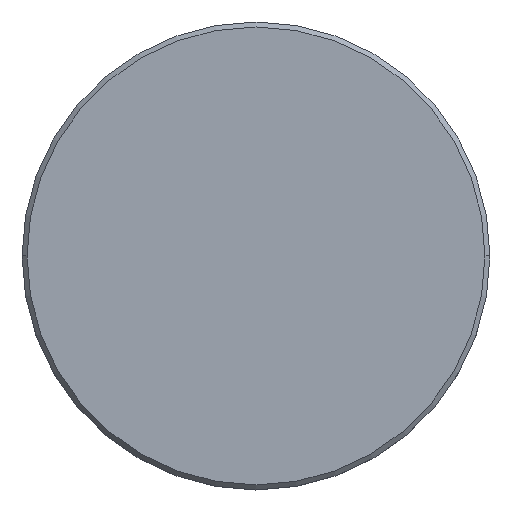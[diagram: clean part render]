
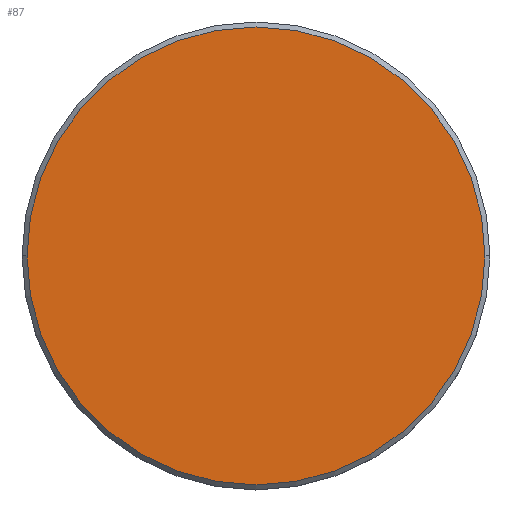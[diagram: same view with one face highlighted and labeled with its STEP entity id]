
A CAD part, top view. The second image highlights one B-rep face of the part: STEP entity #87.
In plain terms, the highlighted planar face has unit normal (0, 0, 1).
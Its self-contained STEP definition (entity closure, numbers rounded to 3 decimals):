
#13 = CARTESIAN_POINT ( 'NONE',  ( -23., 0., 0. ) ) ;
#49 = VERTEX_POINT ( 'NONE', #13 ) ;
#57 = EDGE_CURVE ( 'NONE', #286, #49, #1068, .T. ) ;
#87 = ADVANCED_FACE ( 'NONE', ( #808 ), #910, .T. ) ;
#236 = CARTESIAN_POINT ( 'NONE',  ( 23., 0., 0. ) ) ;
#247 = EDGE_CURVE ( 'NONE', #49, #286, #275, .T. ) ;
#275 = CIRCLE ( 'NONE', #1170, 23. ) ;
#286 = VERTEX_POINT ( 'NONE', #236 ) ;
#339 = AXIS2_PLACEMENT_3D ( 'NONE', #389, #477, #460 ) ;
#371 = DIRECTION ( 'NONE',  ( 1., 0., 0. ) ) ;
#389 = CARTESIAN_POINT ( 'NONE',  ( 0., 0., 0. ) ) ;
#457 = AXIS2_PLACEMENT_3D ( 'NONE', #467, #813, #371 ) ;
#460 = DIRECTION ( 'NONE',  ( 1., 0., 0. ) ) ;
#467 = CARTESIAN_POINT ( 'NONE',  ( 0., 0., 0. ) ) ;
#477 = DIRECTION ( 'NONE',  ( 0., 0., 1. ) ) ;
#584 = DIRECTION ( 'NONE',  ( 1., 0., 0. ) ) ;
#645 = ORIENTED_EDGE ( 'NONE', *, *, #247, .T. ) ;
#669 = CARTESIAN_POINT ( 'NONE',  ( 0., 0., 0. ) ) ;
#808 = FACE_OUTER_BOUND ( 'NONE', #1138, .T. ) ;
#813 = DIRECTION ( 'NONE',  ( 0., 0., 1. ) ) ;
#910 = PLANE ( 'NONE',  #457 ) ;
#1025 = DIRECTION ( 'NONE',  ( 0., 0., 1. ) ) ;
#1068 = CIRCLE ( 'NONE', #339, 23. ) ;
#1118 = ORIENTED_EDGE ( 'NONE', *, *, #57, .T. ) ;
#1138 = EDGE_LOOP ( 'NONE', ( #645, #1118 ) ) ;
#1170 = AXIS2_PLACEMENT_3D ( 'NONE', #669, #1025, #584 ) ;
